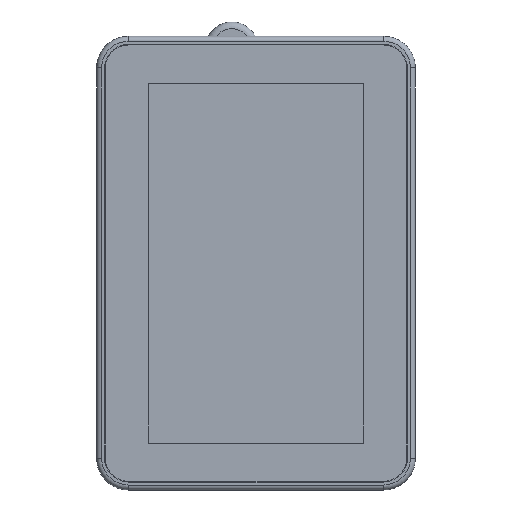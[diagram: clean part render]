
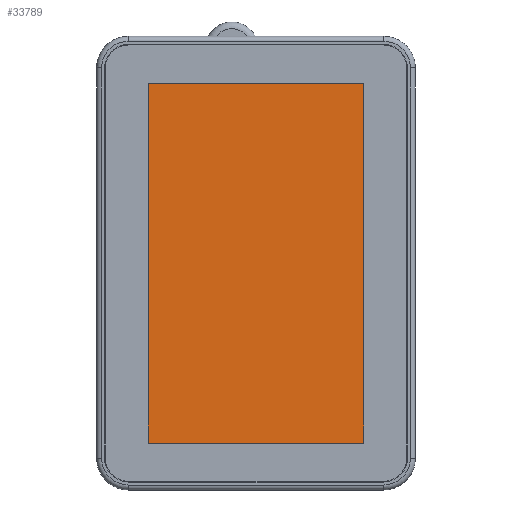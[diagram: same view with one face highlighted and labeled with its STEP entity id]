
A CAD part, front view. The second image highlights one B-rep face of the part: STEP entity #33789.
In plain terms, the highlighted planar face has unit normal (0, -1, 0).
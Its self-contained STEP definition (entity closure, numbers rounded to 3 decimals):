
#3533=FACE_OUTER_BOUND('',#5384,.T.);
#5384=EDGE_LOOP('',(#26009,#26010,#26011,#26012));
#8576=LINE('',#52095,#11705);
#8579=LINE('',#52100,#11708);
#8581=LINE('',#52104,#11710);
#8582=LINE('',#52106,#11711);
#11705=VECTOR('',#42308,1000.);
#11708=VECTOR('',#42313,1000.);
#11710=VECTOR('',#42317,1000.);
#11711=VECTOR('',#42320,1000.);
#14503=VERTEX_POINT('',#52092);
#14504=VERTEX_POINT('',#52094);
#14505=VERTEX_POINT('',#52098);
#14506=VERTEX_POINT('',#52102);
#18532=EDGE_CURVE('',#14504,#14503,#8576,.T.);
#18535=EDGE_CURVE('',#14503,#14505,#8579,.T.);
#18537=EDGE_CURVE('',#14505,#14506,#8581,.T.);
#18538=EDGE_CURVE('',#14506,#14504,#8582,.T.);
#26009=ORIENTED_EDGE('',*,*,#18532,.T.);
#26010=ORIENTED_EDGE('',*,*,#18535,.T.);
#26011=ORIENTED_EDGE('',*,*,#18537,.T.);
#26012=ORIENTED_EDGE('',*,*,#18538,.T.);
#30809=PLANE('',#36061);
#33789=ADVANCED_FACE('',(#3533),#30809,.T.);
#36061=AXIS2_PLACEMENT_3D('',#52107,#42321,#42322);
#42308=DIRECTION('',(1.,0.,0.));
#42313=DIRECTION('',(0.,0.,1.));
#42317=DIRECTION('',(-1.,0.,0.));
#42320=DIRECTION('',(0.,0.,-1.));
#42321=DIRECTION('center_axis',(0.,-1.,0.));
#42322=DIRECTION('ref_axis',(1.,0.,0.));
#52092=CARTESIAN_POINT('',(-12.85,-0.82,-119.5));
#52094=CARTESIAN_POINT('',(-77.65,-0.82,-119.5));
#52095=CARTESIAN_POINT('',(-77.65,-0.82,-119.5));
#52098=CARTESIAN_POINT('',(-12.85,-0.82,-11.5));
#52100=CARTESIAN_POINT('',(-12.85,-0.82,-119.5));
#52102=CARTESIAN_POINT('',(-77.65,-0.82,-11.5));
#52104=CARTESIAN_POINT('',(-12.85,-0.82,-11.5));
#52106=CARTESIAN_POINT('',(-77.65,-0.82,-11.5));
#52107=CARTESIAN_POINT('Origin',(0.,-0.82,
-65.5));
